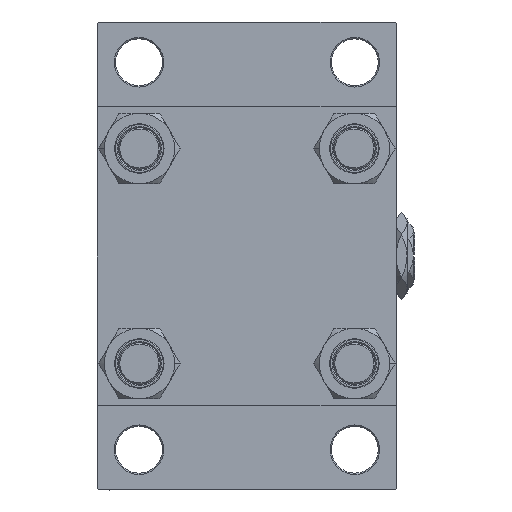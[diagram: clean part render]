
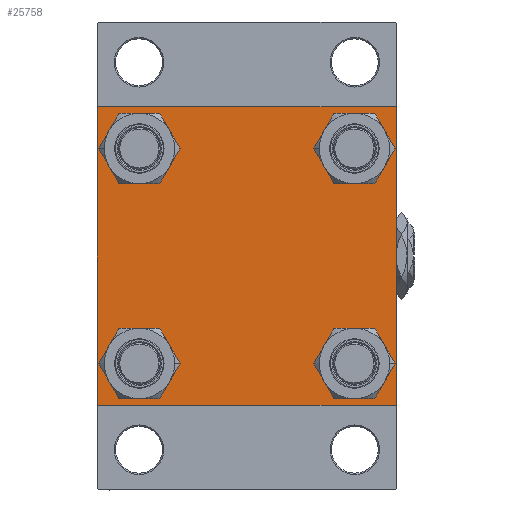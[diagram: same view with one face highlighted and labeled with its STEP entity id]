
A CAD part, left-side view. The second image highlights one B-rep face of the part: STEP entity #25758.
In plain terms, the highlighted planar face has unit normal (-1, 0, 0).
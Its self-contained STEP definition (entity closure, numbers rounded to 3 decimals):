
#145 = VERTEX_POINT ( 'NONE', #15001 ) ;
#998 = CARTESIAN_POINT ( 'NONE',  ( 0., 57.5, 57.5 ) ) ;
#1005 = ORIENTED_EDGE ( 'NONE', *, *, #42398, .T. ) ;
#1321 = DIRECTION ( 'NONE',  ( 0., 0., 1. ) ) ;
#1360 = ORIENTED_EDGE ( 'NONE', *, *, #29589, .T. ) ;
#1524 = CARTESIAN_POINT ( 'NONE',  ( 0., 41.35, -41.35 ) ) ;
#1532 = CARTESIAN_POINT ( 'NONE',  ( 0., 41.35, 41.35 ) ) ;
#1571 = DIRECTION ( 'NONE',  ( 1., 0., 0. ) ) ;
#1975 = EDGE_CURVE ( 'NONE', #145, #21186, #35379, .T. ) ;
#2209 = VERTEX_POINT ( 'NONE', #33286 ) ;
#2341 = ORIENTED_EDGE ( 'NONE', *, *, #28906, .T. ) ;
#2377 = DIRECTION ( 'NONE',  ( 0., 0., 1. ) ) ;
#2540 = ORIENTED_EDGE ( 'NONE', *, *, #22141, .T. ) ;
#2583 = ORIENTED_EDGE ( 'NONE', *, *, #36632, .T. ) ;
#2958 = FACE_BOUND ( 'NONE', #26365, .T. ) ;
#3206 = CARTESIAN_POINT ( 'NONE',  ( 0., 0., 0. ) ) ;
#3238 = CARTESIAN_POINT ( 'NONE',  ( 0., -41.35, -32.85 ) ) ;
#3385 = CARTESIAN_POINT ( 'NONE',  ( 0., 41.35, 41.35 ) ) ;
#3726 = VERTEX_POINT ( 'NONE', #23427 ) ;
#4239 = CIRCLE ( 'NONE', #25849, 8.5 ) ;
#4889 = DIRECTION ( 'NONE',  ( 0., -1., 0. ) ) ;
#5909 = CARTESIAN_POINT ( 'NONE',  ( 0., -57.5, 57.5 ) ) ;
#6109 = CARTESIAN_POINT ( 'NONE',  ( 0., 57.5, -57. ) ) ;
#6461 = DIRECTION ( 'NONE',  ( -1., 0., 0. ) ) ;
#7332 = ORIENTED_EDGE ( 'NONE', *, *, #21038, .T. ) ;
#7547 = VERTEX_POINT ( 'NONE', #34002 ) ;
#7628 = DIRECTION ( 'NONE',  ( 1., 0., 0. ) ) ;
#7711 = CIRCLE ( 'NONE', #39668, 8.5 ) ;
#8215 = CARTESIAN_POINT ( 'NONE',  ( 0., -41.35, -49.85 ) ) ;
#8313 = VERTEX_POINT ( 'NONE', #15175 ) ;
#8784 = DIRECTION ( 'NONE',  ( 0., -1., 0. ) ) ;
#8972 = DIRECTION ( 'NONE',  ( 0., -0.707, 0.707 ) ) ;
#9319 = CARTESIAN_POINT ( 'NONE',  ( 0., -41.35, 41.35 ) ) ;
#9461 = VECTOR ( 'NONE', #4889, 1000. ) ;
#9521 = DIRECTION ( 'NONE',  ( 0., 0., 1. ) ) ;
#9544 = CIRCLE ( 'NONE', #10338, 8.5 ) ;
#10216 = DIRECTION ( 'NONE',  ( 0., 0., 1. ) ) ;
#10338 = AXIS2_PLACEMENT_3D ( 'NONE', #26997, #27727, #42252 ) ;
#10357 = CARTESIAN_POINT ( 'NONE',  ( 0., 41.35, -49.85 ) ) ;
#10470 = CARTESIAN_POINT ( 'NONE',  ( 0., 41.35, -41.35 ) ) ;
#10702 = PLANE ( 'NONE',  #45162 ) ;
#10958 = DIRECTION ( 'NONE',  ( 0., 0.707, -0.707 ) ) ;
#11423 = CIRCLE ( 'NONE', #16995, 8.5 ) ;
#11622 = EDGE_CURVE ( 'NONE', #20558, #48833, #40568, .T. ) ;
#11831 = ORIENTED_EDGE ( 'NONE', *, *, #16943, .T. ) ;
#12308 = VERTEX_POINT ( 'NONE', #6109 ) ;
#12440 = VERTEX_POINT ( 'NONE', #10357 ) ;
#12675 = EDGE_LOOP ( 'NONE', ( #24573, #1360 ) ) ;
#13279 = DIRECTION ( 'NONE',  ( 1., 0., 0. ) ) ;
#13616 = AXIS2_PLACEMENT_3D ( 'NONE', #9319, #1571, #1321 ) ;
#13622 = VECTOR ( 'NONE', #8972, 1000. ) ;
#14050 = VERTEX_POINT ( 'NONE', #3238 ) ;
#14065 = VECTOR ( 'NONE', #10958, 1000. ) ;
#14418 = VECTOR ( 'NONE', #36422, 1000. ) ;
#15001 = CARTESIAN_POINT ( 'NONE',  ( 0., -41.35, 49.85 ) ) ;
#15175 = CARTESIAN_POINT ( 'NONE',  ( 0., 57.5, 57. ) ) ;
#15759 = CARTESIAN_POINT ( 'NONE',  ( 0., 41.35, 32.85 ) ) ;
#15919 = LINE ( 'NONE', #19414, #9461 ) ;
#16265 = DIRECTION ( 'NONE',  ( 0., 0., -1. ) ) ;
#16721 = ORIENTED_EDGE ( 'NONE', *, *, #35376, .T. ) ;
#16754 = LINE ( 'NONE', #998, #48279 ) ;
#16943 = EDGE_CURVE ( 'NONE', #2209, #3726, #15919, .T. ) ;
#16995 = AXIS2_PLACEMENT_3D ( 'NONE', #28045, #32536, #25031 ) ;
#17523 = VERTEX_POINT ( 'NONE', #8215 ) ;
#19414 = CARTESIAN_POINT ( 'NONE',  ( 0., 57.5, -57.5 ) ) ;
#20558 = VERTEX_POINT ( 'NONE', #39104 ) ;
#21038 = EDGE_CURVE ( 'NONE', #17523, #14050, #11423, .T. ) ;
#21186 = VERTEX_POINT ( 'NONE', #27928 ) ;
#22141 = EDGE_CURVE ( 'NONE', #12440, #27056, #4239, .T. ) ;
#22225 = DIRECTION ( 'NONE',  ( 1., 0., 0. ) ) ;
#22351 = EDGE_LOOP ( 'NONE', ( #48366, #7332 ) ) ;
#22417 = EDGE_CURVE ( 'NONE', #7547, #41614, #23418, .T. ) ;
#23418 = CIRCLE ( 'NONE', #48205, 8.5 ) ;
#23427 = CARTESIAN_POINT ( 'NONE',  ( 0., -57., -57.5 ) ) ;
#23701 = CARTESIAN_POINT ( 'NONE',  ( 0., 57., 57.5 ) ) ;
#23755 = CARTESIAN_POINT ( 'NONE',  ( 0., -57.25, -57.25 ) ) ;
#23844 = VECTOR ( 'NONE', #43307, 1000. ) ;
#23979 = EDGE_CURVE ( 'NONE', #8313, #12308, #16754, .T. ) ;
#24001 = LINE ( 'NONE', #23755, #13622 ) ;
#24056 = DIRECTION ( 'NONE',  ( 1., 0., 0. ) ) ;
#24573 = ORIENTED_EDGE ( 'NONE', *, *, #22417, .T. ) ;
#25031 = DIRECTION ( 'NONE',  ( 0., 0., 1. ) ) ;
#25398 = DIRECTION ( 'NONE',  ( 1., 0., 0. ) ) ;
#25678 = LINE ( 'NONE', #5909, #14418 ) ;
#25758 = ADVANCED_FACE ( 'NONE', ( #2958, #33973, #37710, #45223, #29229 ), #10702, .T. ) ;
#25849 = AXIS2_PLACEMENT_3D ( 'NONE', #10470, #22225, #48500 ) ;
#26365 = EDGE_LOOP ( 'NONE', ( #46502, #32360 ) ) ;
#26997 = CARTESIAN_POINT ( 'NONE',  ( 0., -41.35, -41.35 ) ) ;
#27056 = VERTEX_POINT ( 'NONE', #43636 ) ;
#27139 = CARTESIAN_POINT ( 'NONE',  ( 0., -57.5, -57. ) ) ;
#27317 = LINE ( 'NONE', #39809, #40050 ) ;
#27727 = DIRECTION ( 'NONE',  ( 1., 0., 0. ) ) ;
#27928 = CARTESIAN_POINT ( 'NONE',  ( 0., -41.35, 32.85 ) ) ;
#28045 = CARTESIAN_POINT ( 'NONE',  ( 0., -41.35, -41.35 ) ) ;
#28072 = ORIENTED_EDGE ( 'NONE', *, *, #11622, .T. ) ;
#28566 = LINE ( 'NONE', #43817, #23844 ) ;
#28906 = EDGE_CURVE ( 'NONE', #37208, #8313, #36969, .T. ) ;
#29193 = VERTEX_POINT ( 'NONE', #27139 ) ;
#29229 = FACE_OUTER_BOUND ( 'NONE', #29428, .T. ) ;
#29428 = EDGE_LOOP ( 'NONE', ( #38490, #2583, #11831, #1005, #45663, #28072, #39069, #2341 ) ) ;
#29589 = EDGE_CURVE ( 'NONE', #41614, #7547, #7711, .T. ) ;
#29642 = CARTESIAN_POINT ( 'NONE',  ( 0., -41.35, 41.35 ) ) ;
#32360 = ORIENTED_EDGE ( 'NONE', *, *, #45490, .T. ) ;
#32536 = DIRECTION ( 'NONE',  ( 1., 0., 0. ) ) ;
#33232 = CARTESIAN_POINT ( 'NONE',  ( 0., 57.25, 57.25 ) ) ;
#33286 = CARTESIAN_POINT ( 'NONE',  ( 0., 57., -57.5 ) ) ;
#33673 = CARTESIAN_POINT ( 'NONE',  ( 0., -57., 57.5 ) ) ;
#33973 = FACE_BOUND ( 'NONE', #22351, .T. ) ;
#34002 = CARTESIAN_POINT ( 'NONE',  ( 0., 41.35, 49.85 ) ) ;
#34158 = DIRECTION ( 'NONE',  ( 0., 0., 1. ) ) ;
#35376 = EDGE_CURVE ( 'NONE', #27056, #12440, #38158, .T. ) ;
#35379 = CIRCLE ( 'NONE', #41800, 8.5 ) ;
#36046 = CARTESIAN_POINT ( 'NONE',  ( 0., -57.25, 57.25 ) ) ;
#36422 = DIRECTION ( 'NONE',  ( 0., 0., -1. ) ) ;
#36538 = AXIS2_PLACEMENT_3D ( 'NONE', #1524, #13279, #9521 ) ;
#36544 = DIRECTION ( 'NONE',  ( 0., 0.707, 0.707 ) ) ;
#36632 = EDGE_CURVE ( 'NONE', #12308, #2209, #28566, .T. ) ;
#36969 = LINE ( 'NONE', #33232, #14065 ) ;
#37208 = VERTEX_POINT ( 'NONE', #23701 ) ;
#37710 = FACE_BOUND ( 'NONE', #44376, .T. ) ;
#38158 = CIRCLE ( 'NONE', #36538, 8.5 ) ;
#38490 = ORIENTED_EDGE ( 'NONE', *, *, #23979, .T. ) ;
#39069 = ORIENTED_EDGE ( 'NONE', *, *, #47931, .F. ) ;
#39104 = CARTESIAN_POINT ( 'NONE',  ( 0., -57.5, 57. ) ) ;
#39550 = DIRECTION ( 'NONE',  ( 0., 0., 1. ) ) ;
#39668 = AXIS2_PLACEMENT_3D ( 'NONE', #1532, #24056, #39550 ) ;
#39809 = CARTESIAN_POINT ( 'NONE',  ( 0., 57.5, 57.5 ) ) ;
#40050 = VECTOR ( 'NONE', #8784, 1000. ) ;
#40074 = EDGE_CURVE ( 'NONE', #14050, #17523, #9544, .T. ) ;
#40568 = LINE ( 'NONE', #36046, #42046 ) ;
#41614 = VERTEX_POINT ( 'NONE', #15759 ) ;
#41800 = AXIS2_PLACEMENT_3D ( 'NONE', #29642, #25398, #2377 ) ;
#42046 = VECTOR ( 'NONE', #36544, 1000. ) ;
#42252 = DIRECTION ( 'NONE',  ( 0., 0., 1. ) ) ;
#42374 = CIRCLE ( 'NONE', #13616, 8.5 ) ;
#42398 = EDGE_CURVE ( 'NONE', #3726, #29193, #24001, .T. ) ;
#42789 = EDGE_CURVE ( 'NONE', #20558, #29193, #25678, .T. ) ;
#43307 = DIRECTION ( 'NONE',  ( 0., -0.707, -0.707 ) ) ;
#43636 = CARTESIAN_POINT ( 'NONE',  ( 0., 41.35, -32.85 ) ) ;
#43817 = CARTESIAN_POINT ( 'NONE',  ( 0., 57.25, -57.25 ) ) ;
#44376 = EDGE_LOOP ( 'NONE', ( #16721, #2540 ) ) ;
#45162 = AXIS2_PLACEMENT_3D ( 'NONE', #3206, #6461, #10216 ) ;
#45223 = FACE_BOUND ( 'NONE', #12675, .T. ) ;
#45490 = EDGE_CURVE ( 'NONE', #21186, #145, #42374, .T. ) ;
#45663 = ORIENTED_EDGE ( 'NONE', *, *, #42789, .F. ) ;
#46502 = ORIENTED_EDGE ( 'NONE', *, *, #1975, .T. ) ;
#47931 = EDGE_CURVE ( 'NONE', #37208, #48833, #27317, .T. ) ;
#48205 = AXIS2_PLACEMENT_3D ( 'NONE', #3385, #7628, #34158 ) ;
#48279 = VECTOR ( 'NONE', #16265, 1000. ) ;
#48366 = ORIENTED_EDGE ( 'NONE', *, *, #40074, .T. ) ;
#48500 = DIRECTION ( 'NONE',  ( 0., 0., 1. ) ) ;
#48833 = VERTEX_POINT ( 'NONE', #33673 ) ;
